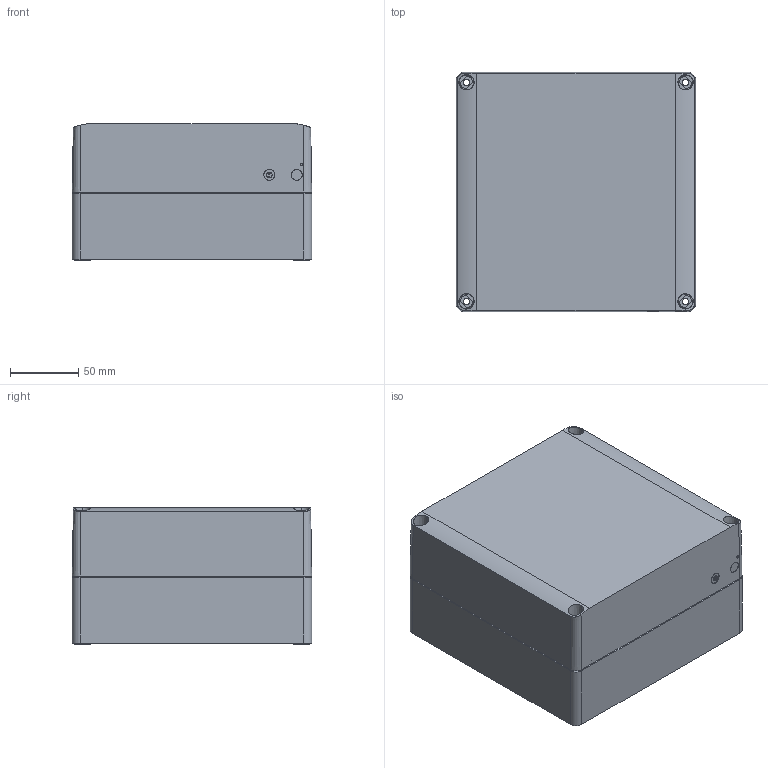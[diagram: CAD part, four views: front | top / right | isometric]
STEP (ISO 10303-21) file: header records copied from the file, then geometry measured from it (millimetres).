
FILE_DESCRIPTION(('CATIA V5R24 STEP','CAx-IF Rec.Pracs.--- Model Styling and Organization---1.2---2011-12-15'),'2;1');
FILE_NAME ('D1465062_0_9535390000_9535390000.stp','2018-07-24T11:05:28+00:00',('none'),('Weidmueller'),'CATIA Version 5-6 Release 2014 SP4 HF52','CATIA V5 STEP AP214','none');
FILE_SCHEMA(('AUTOMOTIVE_DESIGN { 1 0 10303 214 1 1 1 1 }'));
Length unit declared in the file: millimetre
Products named in the file (1): MPC_17-17-10
Bounding box: 175 x 175 x 100 mm (x, y, z)
Volume: 437451.4 mm3; surface area: 272868.1 mm2
Topology: 2 solids, 2 shells, 465 faces, 1205 edges, 790 vertices
Faces by surface type: plane 235, cylinder 152, cone 66, torus 12
Entity records: 14424 total; most frequent: CARTESIAN_POINT 3556, ORIENTED_EDGE 2410, DIRECTION 1852, EDGE_CURVE 1205, AXIS2_PLACEMENT_3D 799, VERTEX_POINT 790, VECTOR 660, LINE 660
